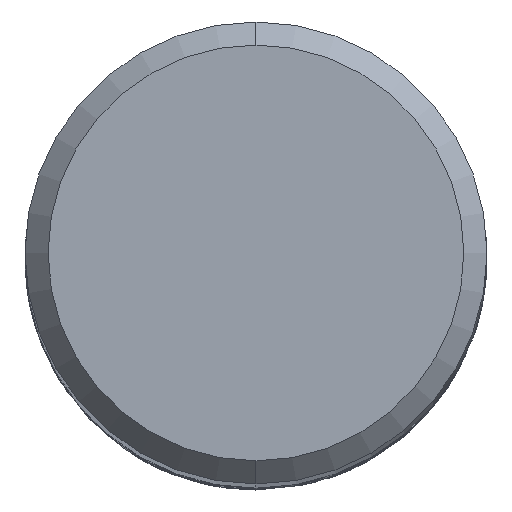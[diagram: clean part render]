
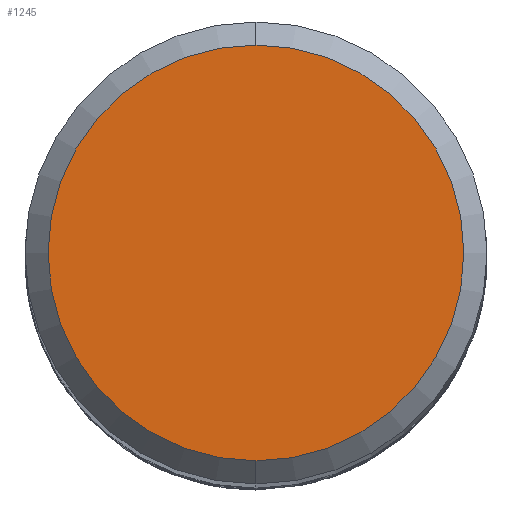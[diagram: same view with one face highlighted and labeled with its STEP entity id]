
A CAD part, top view. The second image highlights one B-rep face of the part: STEP entity #1245.
In plain terms, the highlighted planar face has unit normal (0, 0, 1).
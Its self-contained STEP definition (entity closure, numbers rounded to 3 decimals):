
#1245=ADVANCED_FACE('',(#3637),#3638,.T.);
#1293=VERTEX_POINT('',#3689);
#1315=VERTEX_POINT('',#3714);
#1785=EDGE_CURVE('',#1315,#1293,#4233,.T.);
#2751=EDGE_CURVE('',#1293,#1315,#5282,.T.);
#3637=FACE_OUTER_BOUND('',#6255,.T.);
#3638=PLANE('',#6256);
#3689=CARTESIAN_POINT('',(0.0,3.6,0.0));
#3714=CARTESIAN_POINT('',(0.,-3.6,0.0));
#4233=CIRCLE('',#12103,3.6);
#5282=CIRCLE('',#21159,3.6);
#6255=EDGE_LOOP('',(#30194,#30195));
#6256=AXIS2_PLACEMENT_3D('',#30196,#30197,#30198);
#12103=AXIS2_PLACEMENT_3D('',#30883,#30884,#30885);
#21159=AXIS2_PLACEMENT_3D('',#31988,#31989,#31990);
#30194=ORIENTED_EDGE('',*,*,#2751,.F.);
#30195=ORIENTED_EDGE('',*,*,#1785,.F.);
#30196=CARTESIAN_POINT('',(0.0,1.8,0.0));
#30197=DIRECTION('',(-0.0,0.0,1.0));
#30198=DIRECTION('',(0.0,-1.0,0.0));
#30883=CARTESIAN_POINT('',(0.0,0.0,0.0));
#30884=DIRECTION('',(0.0,0.0,-1.0));
#30885=DIRECTION('',(0.0,1.0,0.0));
#31988=CARTESIAN_POINT('',(0.0,0.0,0.0));
#31989=DIRECTION('',(0.0,0.0,-1.0));
#31990=DIRECTION('',(0.0,1.0,0.0));
